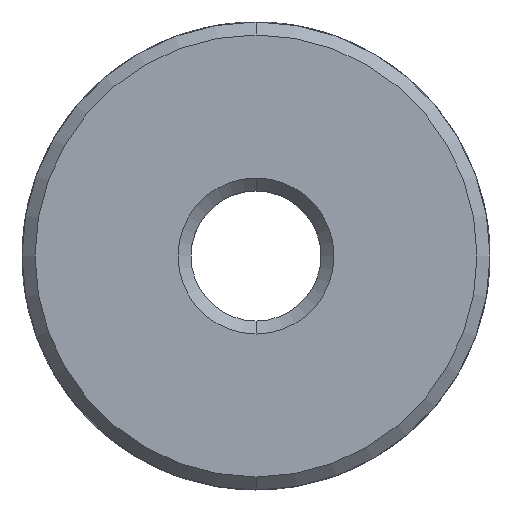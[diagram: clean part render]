
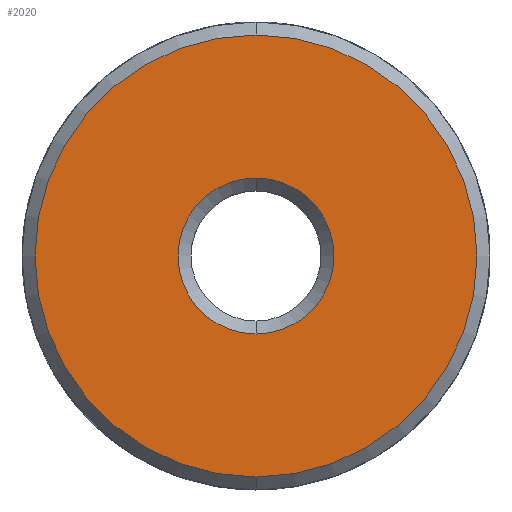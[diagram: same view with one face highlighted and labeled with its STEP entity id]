
A CAD part, front view. The second image highlights one B-rep face of the part: STEP entity #2020.
In plain terms, the highlighted planar face has unit normal (0, -1, 0).
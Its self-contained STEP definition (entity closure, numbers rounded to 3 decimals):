
#48 = DIRECTION ( 'NONE',  ( 0., 1., 0. ) ) ;
#104 = VERTEX_POINT ( 'NONE', #7159 ) ;
#131 = CARTESIAN_POINT ( 'NONE',  ( 0., -12.5, 0. ) ) ;
#279 = AXIS2_PLACEMENT_3D ( 'NONE', #2956, #48, #6949 ) ;
#316 = AXIS2_PLACEMENT_3D ( 'NONE', #6653, #2638, #2060 ) ;
#490 = CIRCLE ( 'NONE', #6378, 8.5 ) ;
#740 = AXIS2_PLACEMENT_3D ( 'NONE', #5236, #5211, #4643 ) ;
#829 = EDGE_CURVE ( 'NONE', #104, #4113, #6916, .T. ) ;
#940 = CIRCLE ( 'NONE', #279, 3. ) ;
#1422 = CARTESIAN_POINT ( 'NONE',  ( 0., -12.5, -8.5 ) ) ;
#1492 = CARTESIAN_POINT ( 'NONE',  ( 0., -12.5, 0. ) ) ;
#1515 = CARTESIAN_POINT ( 'NONE',  ( 0., -12.5, 8.5 ) ) ;
#1900 = ORIENTED_EDGE ( 'NONE', *, *, #829, .T. ) ;
#2020 = ADVANCED_FACE ( 'NONE', ( #4947, #4331 ), #3090, .F. ) ;
#2060 = DIRECTION ( 'NONE',  ( 0., 0., 1. ) ) ;
#2098 = EDGE_CURVE ( 'NONE', #6499, #2915, #3165, .T. ) ;
#2215 = AXIS2_PLACEMENT_3D ( 'NONE', #1492, #2738, #3278 ) ;
#2369 = ORIENTED_EDGE ( 'NONE', *, *, #4552, .T. ) ;
#2638 = DIRECTION ( 'NONE',  ( 0., -1., 0. ) ) ;
#2738 = DIRECTION ( 'NONE',  ( 0., 1., 0. ) ) ;
#2915 = VERTEX_POINT ( 'NONE', #1422 ) ;
#2956 = CARTESIAN_POINT ( 'NONE',  ( 0., -12.5, 0. ) ) ;
#3090 = PLANE ( 'NONE',  #2215 ) ;
#3165 = CIRCLE ( 'NONE', #316, 8.5 ) ;
#3274 = ORIENTED_EDGE ( 'NONE', *, *, #4836, .T. ) ;
#3278 = DIRECTION ( 'NONE',  ( 0., 0., 1. ) ) ;
#3543 = DIRECTION ( 'NONE',  ( 0., -1., 0. ) ) ;
#3847 = ORIENTED_EDGE ( 'NONE', *, *, #2098, .T. ) ;
#4081 = EDGE_LOOP ( 'NONE', ( #3847, #2369 ) ) ;
#4113 = VERTEX_POINT ( 'NONE', #4425 ) ;
#4331 = FACE_OUTER_BOUND ( 'NONE', #4081, .T. ) ;
#4425 = CARTESIAN_POINT ( 'NONE',  ( 0., -12.5, 3. ) ) ;
#4552 = EDGE_CURVE ( 'NONE', #2915, #6499, #490, .T. ) ;
#4643 = DIRECTION ( 'NONE',  ( 0., 0., 1. ) ) ;
#4747 = DIRECTION ( 'NONE',  ( 0., 0., 1. ) ) ;
#4836 = EDGE_CURVE ( 'NONE', #4113, #104, #940, .T. ) ;
#4947 = FACE_BOUND ( 'NONE', #6885, .T. ) ;
#5211 = DIRECTION ( 'NONE',  ( 0., 1., 0. ) ) ;
#5236 = CARTESIAN_POINT ( 'NONE',  ( 0., -12.5, 0. ) ) ;
#6378 = AXIS2_PLACEMENT_3D ( 'NONE', #131, #3543, #4747 ) ;
#6499 = VERTEX_POINT ( 'NONE', #1515 ) ;
#6653 = CARTESIAN_POINT ( 'NONE',  ( 0., -12.5, 0. ) ) ;
#6885 = EDGE_LOOP ( 'NONE', ( #1900, #3274 ) ) ;
#6916 = CIRCLE ( 'NONE', #740, 3. ) ;
#6949 = DIRECTION ( 'NONE',  ( 0., 0., 1. ) ) ;
#7159 = CARTESIAN_POINT ( 'NONE',  ( 0., -12.5, -3. ) ) ;
